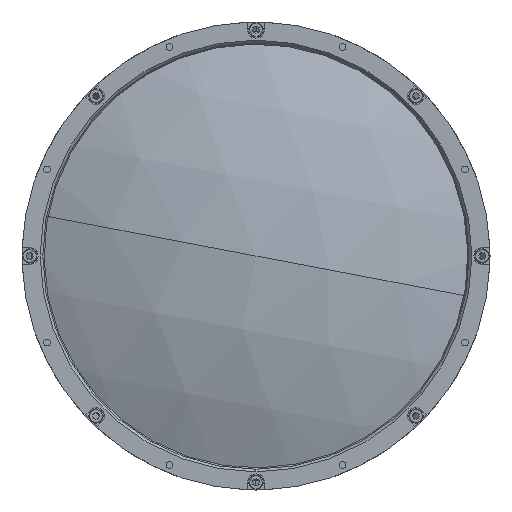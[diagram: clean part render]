
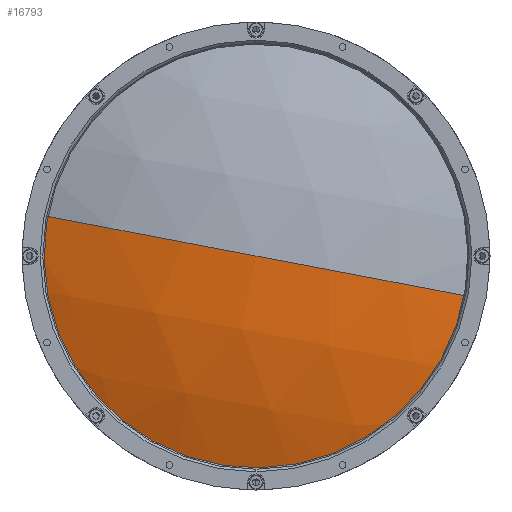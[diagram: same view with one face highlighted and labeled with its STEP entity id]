
A CAD part, left-side view. The second image highlights one B-rep face of the part: STEP entity #16793.
In plain terms, the highlighted spherical face has radius 217.7 mm.
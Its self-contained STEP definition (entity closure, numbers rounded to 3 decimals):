
#84 = DIRECTION ( 'NONE',  ( -1., 0., 0. ) ) ;
#273 = DIRECTION ( 'NONE',  ( 0., 0.187, -0.982 ) ) ;
#1292 = FACE_OUTER_BOUND ( 'NONE', #16722, .T. ) ;
#1382 = AXIS2_PLACEMENT_3D ( 'NONE', #4379, #14392, #5824 ) ;
#2561 = ORIENTED_EDGE ( 'NONE', *, *, #11147, .T. ) ;
#3620 = CARTESIAN_POINT ( 'NONE',  ( 13.859, -82.524, -15.675 ) ) ;
#3862 = AXIS2_PLACEMENT_3D ( 'NONE', #10345, #10331, #10312 ) ;
#4379 = CARTESIAN_POINT ( 'NONE',  ( 214.7, 0., 0. ) ) ;
#4926 = VERTEX_POINT ( 'NONE', #3620 ) ;
#5176 = EDGE_CURVE ( 'NONE', #11667, #17282, #12472, .T. ) ;
#5824 = DIRECTION ( 'NONE',  ( 0., 0.982, 0.187 ) ) ;
#5858 = CARTESIAN_POINT ( 'NONE',  ( 13.859, 82.524, 15.675 ) ) ;
#7657 = EDGE_CURVE ( 'NONE', #11667, #4926, #9918, .T. ) ;
#7696 = AXIS2_PLACEMENT_3D ( 'NONE', #14728, #84, #273 ) ;
#9918 = CIRCLE ( 'NONE', #7696, 84. ) ;
#10312 = DIRECTION ( 'NONE',  ( 0., 0.982, 0.187 ) ) ;
#10331 = DIRECTION ( 'NONE',  ( 0., 0.187, -0.982 ) ) ;
#10345 = CARTESIAN_POINT ( 'NONE',  ( 214.7, 0., 0. ) ) ;
#10426 = CIRCLE ( 'NONE', #3862, 217.7 ) ;
#11147 = EDGE_CURVE ( 'NONE', #4926, #17282, #10426, .T. ) ;
#11483 = ORIENTED_EDGE ( 'NONE', *, *, #7657, .T. ) ;
#11667 = VERTEX_POINT ( 'NONE', #5858 ) ;
#12022 = DIRECTION ( 'NONE',  ( 0., -0.982, -0.187 ) ) ;
#12080 = DIRECTION ( 'NONE',  ( 0., -0.187, 0.982 ) ) ;
#12146 = CARTESIAN_POINT ( 'NONE',  ( 214.7, 0., 0. ) ) ;
#12278 = SPHERICAL_SURFACE ( 'NONE', #1382, 217.7 ) ;
#12472 = CIRCLE ( 'NONE', #16899, 217.7 ) ;
#12669 = ORIENTED_EDGE ( 'NONE', *, *, #5176, .F. ) ;
#13370 = CARTESIAN_POINT ( 'NONE',  ( -3., 0., 0. ) ) ;
#14392 = DIRECTION ( 'NONE',  ( 0., 0.187, -0.982 ) ) ;
#14728 = CARTESIAN_POINT ( 'NONE',  ( 13.859, 0., 0. ) ) ;
#16722 = EDGE_LOOP ( 'NONE', ( #11483, #2561, #12669 ) ) ;
#16793 = ADVANCED_FACE ( 'NONE', ( #1292 ), #12278, .T. ) ;
#16899 = AXIS2_PLACEMENT_3D ( 'NONE', #12146, #12080, #12022 ) ;
#17282 = VERTEX_POINT ( 'NONE', #13370 ) ;
